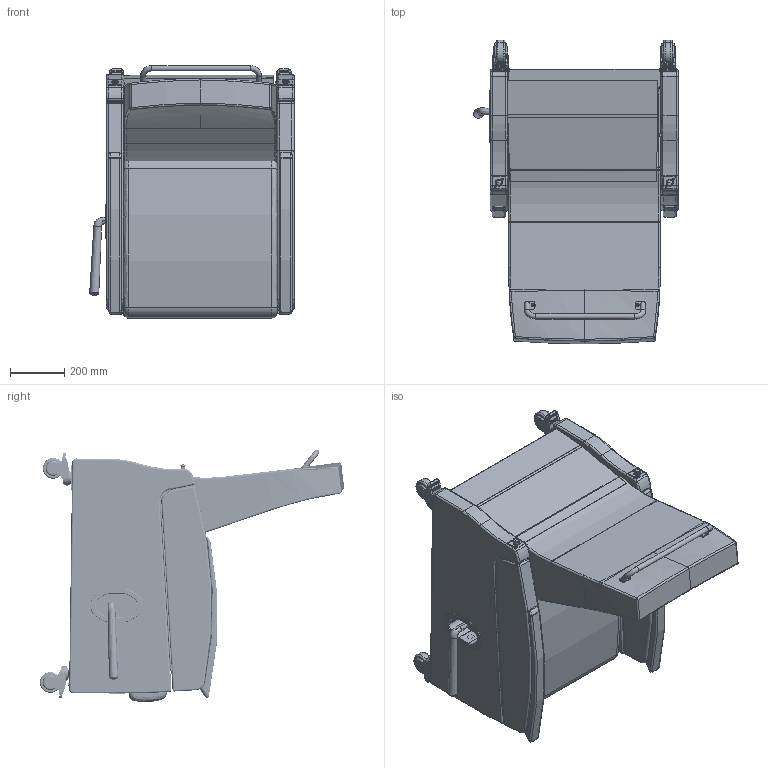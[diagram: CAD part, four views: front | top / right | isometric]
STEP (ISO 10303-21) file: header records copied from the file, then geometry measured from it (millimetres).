
FILE_DESCRIPTION(/* description */ (''),/* implementation_level */ '2;1');
FILE_NAME(/* name */ 'E3062W.stp',/* time_stamp */ '2017-09-15T09:30:21-04:00',/* author */ ('emehringer'),/* organization */ (''),/* preprocessor_version */ 'ST-DEVELOPER v16.5',/* originating_system */ 'Autodesk Inventor 2017',/* authorisation */ '');
FILE_SCHEMA (('AUTOMOTIVE_DESIGN { 1 0 10303 214 3 1 1 }'));
Products named in the file (35): E3062U-W-J (SYMBOL); E3010 UBACK; E3010 UBACK_1; PB3; PUSH BAR 17.625; PUSH BAR 17.625_1; PUSH BAR 17.625 right side; 1420X1.5 PSHPB; E3010 UKP; E3010 USEAT; E3010 UKO; E3010 UBACK FLAP; BEZEL-1; HDL 3062 BLK; 3060L ACARM L; FD800-3 L; HINGE 22 NEW (closed); HINGE 22 NEW; HINGE 22 NEW PIN; 7000-2 CON PLT; FD800-3; E1062-5 LARM R; EV7000 MAC BLK; CAST COL 4inSLB; _NG-03AMP-125-TL-TP01_fork; _TP01_Next Generation Series_0; _NG-03QDP-125-SW-TP01_rivet; _NG-03AMP-125-TL-TP01_wheel_core; _NG-03AMP-125-TL-TP01_wheel_tread; _NG-03AMP-125-TL-TP01_wheel_guard; _NG-03AMP-125-TL-TP01_wheel_tguard; _NG-03AMP-125-TL-TP01_cap; PLT 1060 LO M; Knob and spring; 6X1 FP DT Z
Assembly tree (47 placements, depth 5):
  E3062U-W-J (SYMBOL)
    E3010 UBACK
      E3010 UBACK_1
      PB3
        PUSH BAR 17.625
          PUSH BAR 17.625_1
          PUSH BAR 17.625 right side
        1420X1.5 PSHPB  x2
    E3010 UKP
    E3010 USEAT
    E3010 UKO
    E3010 UBACK FLAP
    BEZEL-1
    HDL 3062 BLK
    3060L ACARM L
    FD800-3 L
    HINGE 22 NEW (closed)  x2
      HINGE 22 NEW
      HINGE 22 NEW PIN
    7000-2 CON PLT
    FD800-3
    E1062-5 LARM R
    EV7000 MAC BLK  x2
    CAST COL 4inSLB  x4
      _NG-03AMP-125-TL-TP01_fork
      _TP01_Next Generation Series_0
      _NG-03QDP-125-SW-TP01_rivet
      _NG-03AMP-125-TL-TP01_wheel_core
      _NG-03AMP-125-TL-TP01_wheel_tread
      _NG-03AMP-125-TL-TP01_wheel_guard
      _NG-03AMP-125-TL-TP01_wheel_tguard
      _NG-03AMP-125-TL-TP01_cap
    PLT 1060 LO M  x2
    Knob and spring  x2
    6X1 FP DT Z  x4
Bounding box: 753.49 x 1119.71 x 929.34 mm (x, y, z)
Volume: 165884512.6 mm3; surface area: 6327613.7 mm2
Topology: 67 solids, 297 shells, 2620 faces, 7178 edges, 4866 vertices
Faces by surface type: plane 1052, cylinder 1004, torus 257, cone 136, bspline 118, sphere 53
Full cylindrical faces by diameter (mm): 2.794 x2, 3.505 x4, 5.556 x4, 6.198 x4, 6.35 x3, 7.938 x2, 9.525 x2, 11.989 x4, 12.497 x2, 12.7 x2, 14.877 x4, 15.062 x4, 15.24 x8, 19.05 x3, 19.075 x6, 23.812 x2, 25.4 x4, 30.162 x2, 38.049 x4, 44.298 x4, 52.273 x4, 55.372 x8, 57.15 x8, 76.2 x4
Entity records: 65196 total; most frequent: CARTESIAN_POINT 32451, DIRECTION 6747, ORIENTED_EDGE 6120, EDGE_CURVE 3326, AXIS2_PLACEMENT_3D 2632, VERTEX_POINT 2272, LINE 1483, VECTOR 1483
